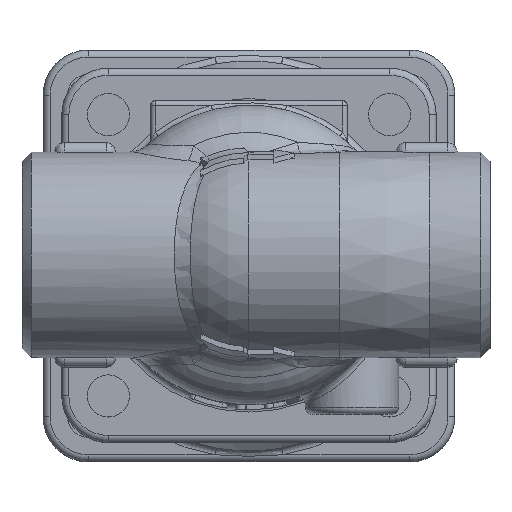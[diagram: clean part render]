
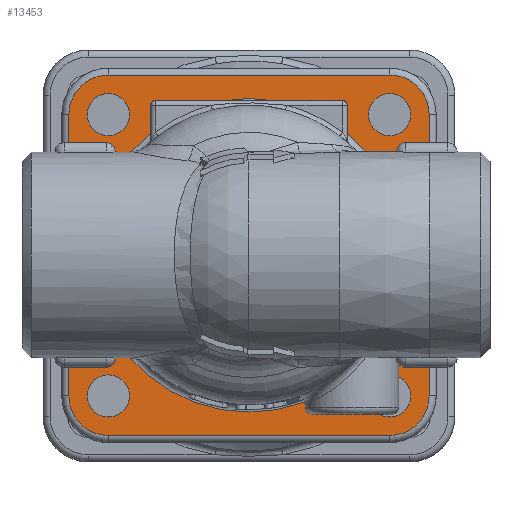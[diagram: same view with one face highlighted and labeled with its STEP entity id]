
A CAD part, top view. The second image highlights one B-rep face of the part: STEP entity #13453.
In plain terms, the highlighted planar face has unit normal (0, 0, 1).
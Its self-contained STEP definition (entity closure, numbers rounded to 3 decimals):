
#1279=CARTESIAN_POINT('',(-33.5,0.,11.0));
#1280=VERTEX_POINT('',#1279);
#1281=CARTESIAN_POINT('',(0.0,0.0,11.0));
#1282=DIRECTION('',(0.0,0.0,1.0));
#1283=DIRECTION('',(1.0,0.0,0.0));
#1284=AXIS2_PLACEMENT_3D('',#1281,#1282,#1283);
#1285=CIRCLE('',#1284,33.5);
#1286=EDGE_CURVE('',#1280,#1280,#1285,.T.);
#1415=CARTESIAN_POINT('',(-30.052,-38.5,11.0));
#1416=VERTEX_POINT('',#1415);
#1425=CARTESIAN_POINT('',(30.052,-38.5,11.0));
#1426=VERTEX_POINT('',#1425);
#1434=CARTESIAN_POINT('',(30.052,-38.5,11.0));
#1435=DIRECTION('',(-1.0,0.0,0.0));
#1436=VECTOR('',#1435,60.104);
#1437=LINE('',#1434,#1436);
#1438=EDGE_CURVE('',#1426,#1416,#1437,.T.);
#1450=CARTESIAN_POINT('',(38.5,-30.052,11.0));
#1451=VERTEX_POINT('',#1450);
#1459=CARTESIAN_POINT('',(30.052,-30.052,11.0));
#1460=DIRECTION('',(0.0,0.0,-1.0));
#1461=DIRECTION('',(0.707,-0.707,0.0));
#1462=AXIS2_PLACEMENT_3D('',#1459,#1460,#1461);
#1463=CIRCLE('',#1462,8.448);
#1464=EDGE_CURVE('',#1451,#1426,#1463,.T.);
#1476=CARTESIAN_POINT('',(38.5,30.052,11.0));
#1477=VERTEX_POINT('',#1476);
#1485=CARTESIAN_POINT('',(38.5,30.052,11.0));
#1486=DIRECTION('',(0.0,-1.0,0.0));
#1487=VECTOR('',#1486,60.104);
#1488=LINE('',#1485,#1487);
#1489=EDGE_CURVE('',#1477,#1451,#1488,.T.);
#1501=CARTESIAN_POINT('',(30.052,38.5,11.0));
#1502=VERTEX_POINT('',#1501);
#1510=CARTESIAN_POINT('',(30.052,30.052,11.0));
#1511=DIRECTION('',(0.0,0.0,-1.0));
#1512=DIRECTION('',(0.707,0.707,0.0));
#1513=AXIS2_PLACEMENT_3D('',#1510,#1511,#1512);
#1514=CIRCLE('',#1513,8.448);
#1515=EDGE_CURVE('',#1502,#1477,#1514,.T.);
#1527=CARTESIAN_POINT('',(-30.052,38.5,11.0));
#1528=VERTEX_POINT('',#1527);
#1536=CARTESIAN_POINT('',(-30.052,38.5,11.0));
#1537=DIRECTION('',(1.0,0.0,0.0));
#1538=VECTOR('',#1537,60.104);
#1539=LINE('',#1536,#1538);
#1540=EDGE_CURVE('',#1528,#1502,#1539,.T.);
#1550=CARTESIAN_POINT('',(-38.5,30.052,11.0));
#1551=VERTEX_POINT('',#1550);
#1552=CARTESIAN_POINT('',(-30.052,30.052,11.0));
#1553=DIRECTION('',(0.0,0.0,-1.0));
#1554=DIRECTION('',(-0.707,0.707,0.0));
#1555=AXIS2_PLACEMENT_3D('',#1552,#1553,#1554);
#1556=CIRCLE('',#1555,8.448);
#1557=EDGE_CURVE('',#1551,#1528,#1556,.T.);
#1578=CARTESIAN_POINT('',(-38.5,-30.052,11.0));
#1579=VERTEX_POINT('',#1578);
#1587=CARTESIAN_POINT('',(-38.5,-30.052,11.0));
#1588=DIRECTION('',(0.0,1.0,0.0));
#1589=VECTOR('',#1588,60.104);
#1590=LINE('',#1587,#1589);
#1591=EDGE_CURVE('',#1579,#1551,#1590,.T.);
#1602=CARTESIAN_POINT('',(-30.052,-30.052,11.0));
#1603=DIRECTION('',(0.0,0.0,-1.0));
#1604=DIRECTION('',(-0.707,-0.707,0.0));
#1605=AXIS2_PLACEMENT_3D('',#1602,#1603,#1604);
#1606=CIRCLE('',#1605,8.448);
#1607=EDGE_CURVE('',#1416,#1579,#1606,.T.);
#13391=CARTESIAN_POINT('',(0.,0.,11.0));
#13392=DIRECTION('',(0.0,0.0,1.0));
#13393=DIRECTION('',(1.0,0.0,0.0));
#13394=AXIS2_PLACEMENT_3D('',#13391,#13392,#13393);
#13395=PLANE('',#13394);
#13396=ORIENTED_EDGE('',*,*,#1557,.F.);
#13397=ORIENTED_EDGE('',*,*,#1591,.F.);
#13398=ORIENTED_EDGE('',*,*,#1607,.F.);
#13399=ORIENTED_EDGE('',*,*,#1438,.F.);
#13400=ORIENTED_EDGE('',*,*,#1464,.F.);
#13401=ORIENTED_EDGE('',*,*,#1489,.F.);
#13402=ORIENTED_EDGE('',*,*,#1515,.F.);
#13403=ORIENTED_EDGE('',*,*,#1540,.F.);
#13404=EDGE_LOOP('',(#13396,#13397,#13398,#13399,#13400,#13401,#13402,#13403));
#13405=FACE_OUTER_BOUND('',#13404,.T.);
#13406=CARTESIAN_POINT('',(30.052,-25.552,11.0));
#13407=VERTEX_POINT('',#13406);
#13408=CARTESIAN_POINT('',(30.052,-30.052,11.0));
#13409=DIRECTION('',(0.0,0.0,-1.0));
#13410=DIRECTION('',(0.0,-1.0,0.0));
#13411=AXIS2_PLACEMENT_3D('',#13408,#13409,#13410);
#13412=CIRCLE('',#13411,4.5);
#13413=EDGE_CURVE('',#13407,#13407,#13412,.T.);
#13414=ORIENTED_EDGE('',*,*,#13413,.T.);
#13415=EDGE_LOOP('',(#13414));
#13416=FACE_BOUND('',#13415,.T.);
#13417=CARTESIAN_POINT('',(-25.552,-30.052,11.0));
#13418=VERTEX_POINT('',#13417);
#13419=CARTESIAN_POINT('',(-30.052,-30.052,11.0));
#13420=DIRECTION('',(0.0,0.0,-1.0));
#13421=DIRECTION('',(-1.0,0.0,0.0));
#13422=AXIS2_PLACEMENT_3D('',#13419,#13420,#13421);
#13423=CIRCLE('',#13422,4.5);
#13424=EDGE_CURVE('',#13418,#13418,#13423,.T.);
#13425=ORIENTED_EDGE('',*,*,#13424,.T.);
#13426=EDGE_LOOP('',(#13425));
#13427=FACE_BOUND('',#13426,.T.);
#13428=CARTESIAN_POINT('',(-30.052,25.552,11.0));
#13429=VERTEX_POINT('',#13428);
#13430=CARTESIAN_POINT('',(-30.052,30.052,11.0));
#13431=DIRECTION('',(0.0,0.0,-1.0));
#13432=DIRECTION('',(0.0,1.0,0.0));
#13433=AXIS2_PLACEMENT_3D('',#13430,#13431,#13432);
#13434=CIRCLE('',#13433,4.5);
#13435=EDGE_CURVE('',#13429,#13429,#13434,.T.);
#13436=ORIENTED_EDGE('',*,*,#13435,.T.);
#13437=EDGE_LOOP('',(#13436));
#13438=FACE_BOUND('',#13437,.T.);
#13439=CARTESIAN_POINT('',(25.552,30.052,11.0));
#13440=VERTEX_POINT('',#13439);
#13441=CARTESIAN_POINT('',(30.052,30.052,11.0));
#13442=DIRECTION('',(0.0,0.0,-1.0));
#13443=DIRECTION('',(1.0,0.0,0.0));
#13444=AXIS2_PLACEMENT_3D('',#13441,#13442,#13443);
#13445=CIRCLE('',#13444,4.5);
#13446=EDGE_CURVE('',#13440,#13440,#13445,.T.);
#13447=ORIENTED_EDGE('',*,*,#13446,.T.);
#13448=EDGE_LOOP('',(#13447));
#13449=FACE_BOUND('',#13448,.T.);
#13450=ORIENTED_EDGE('',*,*,#1286,.F.);
#13451=EDGE_LOOP('',(#13450));
#13452=FACE_BOUND('',#13451,.T.);
#13453=ADVANCED_FACE('',(#13405,#13416,#13427,#13438,#13449,#13452),#13395,.T.);
